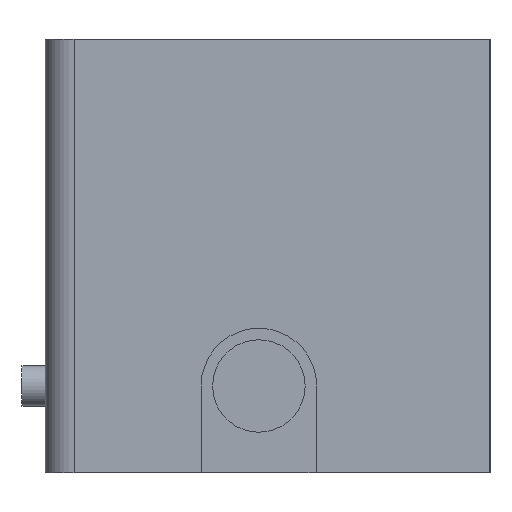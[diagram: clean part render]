
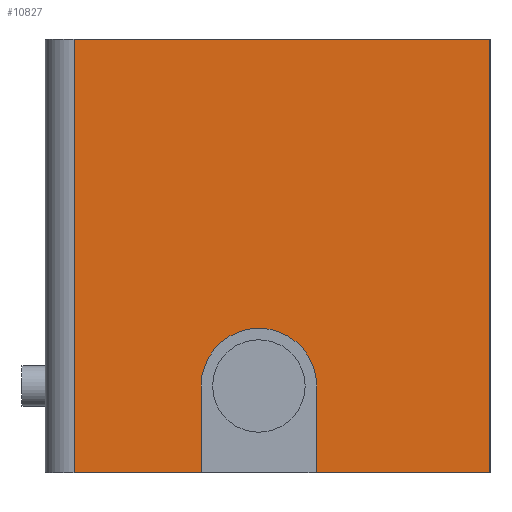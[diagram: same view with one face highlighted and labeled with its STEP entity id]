
A CAD part, left-side view. The second image highlights one B-rep face of the part: STEP entity #10827.
In plain terms, the highlighted planar face has unit normal (-1, 0, 0).
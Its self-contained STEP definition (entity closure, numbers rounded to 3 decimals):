
#117 = CARTESIAN_POINT ( 'NONE',  ( -67., 10., 0. ) ) ;
#230 = EDGE_CURVE ( 'NONE', #7558, #6407, #4193, .T. ) ;
#409 = LINE ( 'NONE', #8440, #8340 ) ;
#602 = DIRECTION ( 'NONE',  ( 0., 0., -1. ) ) ;
#680 = CARTESIAN_POINT ( 'NONE',  ( -67., 32., 60. ) ) ;
#792 = LINE ( 'NONE', #10355, #7511 ) ;
#1095 = CIRCLE ( 'NONE', #7755, 10. ) ;
#1375 = LINE ( 'NONE', #8707, #8096 ) ;
#1416 = DIRECTION ( 'NONE',  ( -1., 0., 0. ) ) ;
#1565 = DIRECTION ( 'NONE',  ( 0., -1., 0. ) ) ;
#1658 = CARTESIAN_POINT ( 'NONE',  ( -67., 10., -15. ) ) ;
#2321 = VECTOR ( 'NONE', #9987, 1000. ) ;
#2491 = VERTEX_POINT ( 'NONE', #117 ) ;
#2633 = ORIENTED_EDGE ( 'NONE', *, *, #4133, .F. ) ;
#2994 = CARTESIAN_POINT ( 'NONE',  ( -67., 32., -15. ) ) ;
#3396 = CARTESIAN_POINT ( 'NONE',  ( -67., -10., -15. ) ) ;
#3422 = VECTOR ( 'NONE', #10176, 1000. ) ;
#3511 = DIRECTION ( 'NONE',  ( 0., 1., 0. ) ) ;
#3723 = ORIENTED_EDGE ( 'NONE', *, *, #9167, .F. ) ;
#4133 = EDGE_CURVE ( 'NONE', #10367, #6424, #1375, .T. ) ;
#4144 = PLANE ( 'NONE',  #6635 ) ;
#4193 = LINE ( 'NONE', #11266, #11165 ) ;
#4695 = VERTEX_POINT ( 'NONE', #3396 ) ;
#5044 = EDGE_CURVE ( 'NONE', #7617, #4695, #11373, .T. ) ;
#5140 = DIRECTION ( 'NONE',  ( 0., 1., 0. ) ) ;
#5179 = EDGE_CURVE ( 'NONE', #7558, #7617, #9977, .T. ) ;
#5454 = ORIENTED_EDGE ( 'NONE', *, *, #6979, .F. ) ;
#5551 = EDGE_CURVE ( 'NONE', #10612, #2491, #1095, .T. ) ;
#6373 = CARTESIAN_POINT ( 'NONE',  ( -67., -10., 0. ) ) ;
#6407 = VERTEX_POINT ( 'NONE', #9352 ) ;
#6424 = VERTEX_POINT ( 'NONE', #10241 ) ;
#6602 = CARTESIAN_POINT ( 'NONE',  ( -67., -40., -15. ) ) ;
#6635 = AXIS2_PLACEMENT_3D ( 'NONE', #680, #6810, #1565 ) ;
#6676 = CARTESIAN_POINT ( 'NONE',  ( -67., 0., 0. ) ) ;
#6810 = DIRECTION ( 'NONE',  ( -1., 0., 0. ) ) ;
#6979 = EDGE_CURVE ( 'NONE', #4695, #10612, #8079, .T. ) ;
#7402 = ORIENTED_EDGE ( 'NONE', *, *, #5551, .F. ) ;
#7511 = VECTOR ( 'NONE', #10399, 1000. ) ;
#7535 = DIRECTION ( 'NONE',  ( 0., -1., 0. ) ) ;
#7558 = VERTEX_POINT ( 'NONE', #8229 ) ;
#7617 = VERTEX_POINT ( 'NONE', #6602 ) ;
#7654 = ORIENTED_EDGE ( 'NONE', *, *, #230, .T. ) ;
#7657 = VECTOR ( 'NONE', #9180, 1000. ) ;
#7755 = AXIS2_PLACEMENT_3D ( 'NONE', #6676, #1416, #7535 ) ;
#7941 = FACE_OUTER_BOUND ( 'NONE', #9631, .T. ) ;
#8079 = LINE ( 'NONE', #9288, #3422 ) ;
#8096 = VECTOR ( 'NONE', #3511, 1000. ) ;
#8123 = ORIENTED_EDGE ( 'NONE', *, *, #10891, .T. ) ;
#8229 = CARTESIAN_POINT ( 'NONE',  ( -67., -40., 60. ) ) ;
#8340 = VECTOR ( 'NONE', #602, 1000. ) ;
#8440 = CARTESIAN_POINT ( 'NONE',  ( -67., 10., 0. ) ) ;
#8464 = ORIENTED_EDGE ( 'NONE', *, *, #5044, .F. ) ;
#8707 = CARTESIAN_POINT ( 'NONE',  ( -67., 32., -15. ) ) ;
#9167 = EDGE_CURVE ( 'NONE', #2491, #10367, #409, .T. ) ;
#9180 = DIRECTION ( 'NONE',  ( 0., 0., -1. ) ) ;
#9288 = CARTESIAN_POINT ( 'NONE',  ( -67., -10., -15. ) ) ;
#9352 = CARTESIAN_POINT ( 'NONE',  ( -67., 32., 60. ) ) ;
#9631 = EDGE_LOOP ( 'NONE', ( #5454, #8464, #10322, #7654, #8123, #2633, #3723, #7402 ) ) ;
#9977 = LINE ( 'NONE', #10098, #7657 ) ;
#9987 = DIRECTION ( 'NONE',  ( 0., 1., 0. ) ) ;
#10098 = CARTESIAN_POINT ( 'NONE',  ( -67., -40., 60. ) ) ;
#10176 = DIRECTION ( 'NONE',  ( 0., 0., 1. ) ) ;
#10241 = CARTESIAN_POINT ( 'NONE',  ( -67., 32., -15. ) ) ;
#10322 = ORIENTED_EDGE ( 'NONE', *, *, #5179, .F. ) ;
#10355 = CARTESIAN_POINT ( 'NONE',  ( -67., 32., 60. ) ) ;
#10367 = VERTEX_POINT ( 'NONE', #1658 ) ;
#10399 = DIRECTION ( 'NONE',  ( 0., 0., -1. ) ) ;
#10612 = VERTEX_POINT ( 'NONE', #6373 ) ;
#10827 = ADVANCED_FACE ( 'NONE', ( #7941 ), #4144, .T. ) ;
#10891 = EDGE_CURVE ( 'NONE', #6407, #6424, #792, .T. ) ;
#11165 = VECTOR ( 'NONE', #5140, 1000. ) ;
#11266 = CARTESIAN_POINT ( 'NONE',  ( -67., 32., 60. ) ) ;
#11373 = LINE ( 'NONE', #2994, #2321 ) ;
